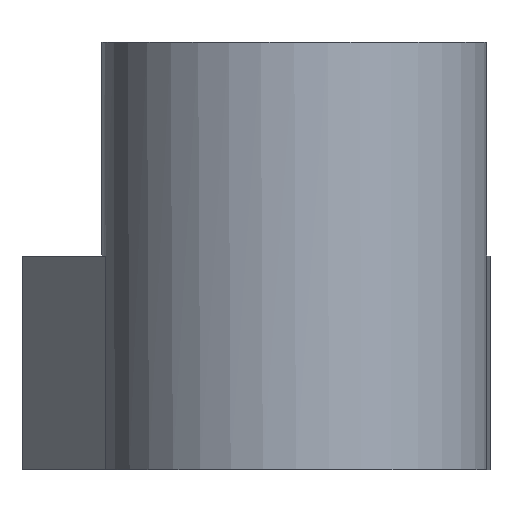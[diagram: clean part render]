
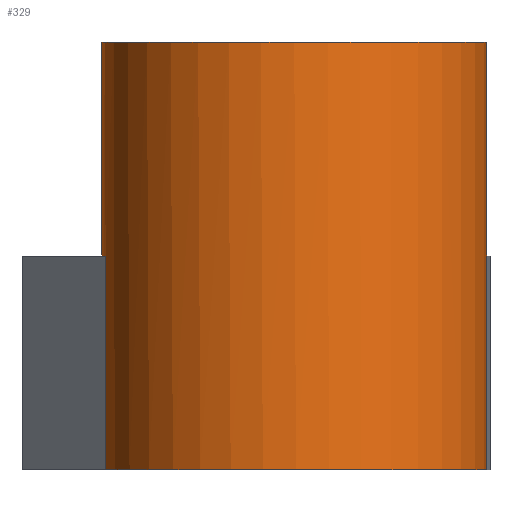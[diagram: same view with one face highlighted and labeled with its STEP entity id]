
A CAD part, front view. The second image highlights one B-rep face of the part: STEP entity #329.
In plain terms, the highlighted cylindrical face has radius 9 mm (diameter 18 mm), a full revolution.
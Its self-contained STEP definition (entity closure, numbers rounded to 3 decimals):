
#38=CIRCLE('',#361,9.);
#40=CIRCLE('',#363,9.);
#41=CIRCLE('',#364,9.);
#53=CIRCLE('',#385,9.);
#54=CIRCLE('',#386,9.);
#56=CIRCLE('',#390,9.);
#71=FACE_OUTER_BOUND('',#100,.T.);
#100=EDGE_LOOP('',(#291,#292,#293,#294,#295,#296,#297,#298,#299,#300,#301,
#302));
#111=LINE('',#617,#129);
#112=LINE('',#619,#130);
#114=LINE('',#625,#132);
#118=LINE('',#634,#136);
#120=LINE('',#645,#138);
#129=VECTOR('',#452,10.);
#130=VECTOR('',#453,10.);
#132=VECTOR('',#459,10.);
#136=VECTOR('',#469,10.);
#138=VECTOR('',#485,9.);
#150=VERTEX_POINT('',#577);
#151=VERTEX_POINT('',#578);
#154=VERTEX_POINT('',#584);
#155=VERTEX_POINT('',#586);
#156=VERTEX_POINT('',#588);
#165=VERTEX_POINT('',#616);
#166=VERTEX_POINT('',#618);
#168=VERTEX_POINT('',#623);
#170=VERTEX_POINT('',#632);
#172=VERTEX_POINT('',#643);
#182=EDGE_CURVE('',#150,#151,#38,.T.);
#186=EDGE_CURVE('',#155,#154,#40,.T.);
#187=EDGE_CURVE('',#156,#155,#41,.T.);
#201=EDGE_CURVE('',#151,#165,#111,.T.);
#202=EDGE_CURVE('',#166,#156,#112,.T.);
#205=EDGE_CURVE('',#168,#154,#114,.T.);
#210=EDGE_CURVE('',#170,#150,#118,.T.);
#211=EDGE_CURVE('',#168,#170,#53,.T.);
#212=EDGE_CURVE('',#165,#166,#54,.T.);
#215=EDGE_CURVE('',#172,#172,#56,.T.);
#216=EDGE_CURVE('',#172,#155,#120,.T.);
#291=ORIENTED_EDGE('',*,*,#215,.F.);
#292=ORIENTED_EDGE('',*,*,#216,.T.);
#293=ORIENTED_EDGE('',*,*,#186,.T.);
#294=ORIENTED_EDGE('',*,*,#205,.F.);
#295=ORIENTED_EDGE('',*,*,#211,.T.);
#296=ORIENTED_EDGE('',*,*,#210,.T.);
#297=ORIENTED_EDGE('',*,*,#182,.T.);
#298=ORIENTED_EDGE('',*,*,#201,.T.);
#299=ORIENTED_EDGE('',*,*,#212,.T.);
#300=ORIENTED_EDGE('',*,*,#202,.T.);
#301=ORIENTED_EDGE('',*,*,#187,.T.);
#302=ORIENTED_EDGE('',*,*,#216,.F.);
#314=CYLINDRICAL_SURFACE('',#389,9.);
#329=ADVANCED_FACE('',(#71),#314,.T.);
#361=AXIS2_PLACEMENT_3D('',#579,#410,#411);
#363=AXIS2_PLACEMENT_3D('',#587,#416,#417);
#364=AXIS2_PLACEMENT_3D('',#589,#418,#419);
#385=AXIS2_PLACEMENT_3D('',#636,#472,#473);
#386=AXIS2_PLACEMENT_3D('',#637,#474,#475);
#389=AXIS2_PLACEMENT_3D('',#642,#481,#482);
#390=AXIS2_PLACEMENT_3D('',#644,#483,#484);
#410=DIRECTION('center_axis',(0.,0.,
1.));
#411=DIRECTION('ref_axis',(1.,0.,0.));
#416=DIRECTION('center_axis',(0.,0.,
1.));
#417=DIRECTION('ref_axis',(1.,0.,0.));
#418=DIRECTION('center_axis',(0.,0.,
1.));
#419=DIRECTION('ref_axis',(1.,0.,0.));
#452=DIRECTION('',(0.,0.,-1.));
#453=DIRECTION('',(0.,0.,1.));
#459=DIRECTION('',(0.,0.,1.));
#469=DIRECTION('',(0.,0.,1.));
#472=DIRECTION('center_axis',(0.,0.,1.));
#473=DIRECTION('ref_axis',(1.,0.,0.));
#474=DIRECTION('center_axis',(0.,0.,1.));
#475=DIRECTION('ref_axis',(1.,0.,0.));
#481=DIRECTION('center_axis',(0.,0.,1.));
#482=DIRECTION('ref_axis',(1.,0.,0.));
#483=DIRECTION('center_axis',(0.,0.,1.));
#484=DIRECTION('ref_axis',(1.,0.,0.));
#485=DIRECTION('',(0.,0.,-1.));
#577=CARTESIAN_POINT('',(9.,-39.571,10.));
#578=CARTESIAN_POINT('',(-0.404,-30.509,10.));
#579=CARTESIAN_POINT('Origin',(0.,-39.5,10.));
#584=CARTESIAN_POINT('',(-8.826,-41.262,10.));
#586=CARTESIAN_POINT('',(-9.,-39.5,10.));
#587=CARTESIAN_POINT('Origin',(0.,-39.5,10.));
#588=CARTESIAN_POINT('',(-2.701,-30.915,10.));
#589=CARTESIAN_POINT('Origin',(0.,-39.5,10.));
#616=CARTESIAN_POINT('',(-0.404,-30.509,0.));
#617=CARTESIAN_POINT('',(-0.404,-30.509,0.));
#618=CARTESIAN_POINT('',(-2.701,-30.915,0.));
#619=CARTESIAN_POINT('',(-2.701,-30.915,0.));
#623=CARTESIAN_POINT('',(-8.826,-41.262,0.));
#625=CARTESIAN_POINT('',(-8.826,-41.262,0.));
#632=CARTESIAN_POINT('',(9.,-39.571,0.));
#634=CARTESIAN_POINT('',(9.,-39.571,0.));
#636=CARTESIAN_POINT('Origin',(0.,-39.5,0.));
#637=CARTESIAN_POINT('Origin',(0.,-39.5,0.));
#642=CARTESIAN_POINT('Origin',(0.,-39.5,0.));
#643=CARTESIAN_POINT('',(-9.,-39.5,20.));
#644=CARTESIAN_POINT('Origin',(0.,-39.5,20.));
#645=CARTESIAN_POINT('',(-9.,-39.5,0.));
